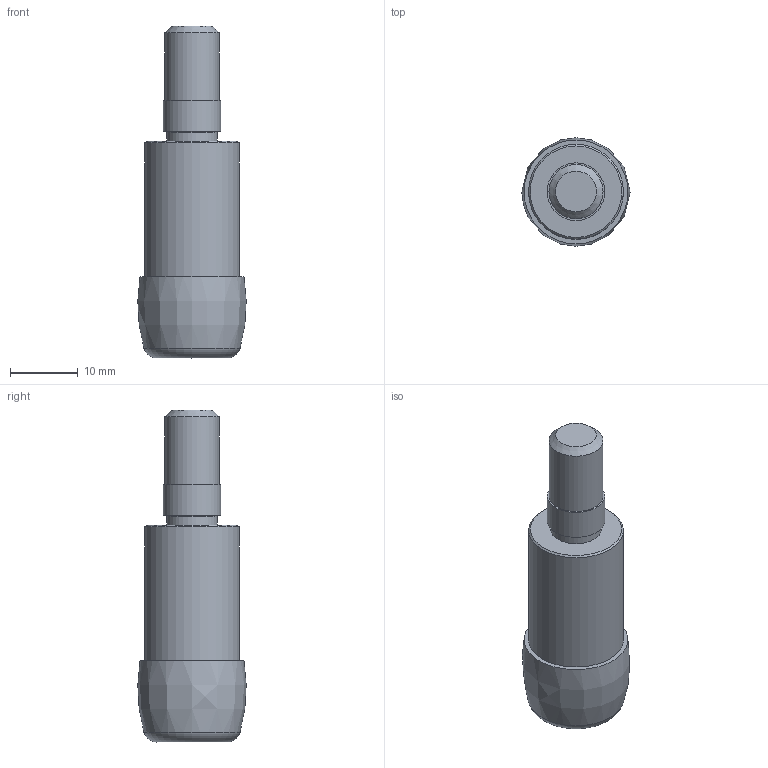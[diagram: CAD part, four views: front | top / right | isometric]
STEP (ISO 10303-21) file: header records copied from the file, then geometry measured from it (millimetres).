
FILE_DESCRIPTION(/* description */ (''),/* implementation_level */ '2;1');
FILE_NAME(/* name */ '7820073_7801492.stp',/* time_stamp */ '2020-01-13T13:28:07+09:00',/* author */ (''),/* organization */ (''),/* preprocessor_version */ 'ST-DEVELOPER v16.7',/* originating_system */ 'SIEMENS PLM Software NX 12.0',/* authorisation */ '');
FILE_SCHEMA (('AUTOMOTIVE_DESIGN { 1 0 10303 214 3 1 1 1 }'));
Length unit declared in the file: millimetre
Products named in the file (3): NOCUT_7820073_7801492; CUT_7820073_7801492; 7820073_7801492
Assembly tree (2 placements, depth 2):
  7820073_7801492
    CUT_7820073_7801492
    NOCUT_7820073_7801492
Bounding box: 15.99 x 15.99 x 49 mm (x, y, z)
Volume: 6140.5 mm3; surface area: 2510.2 mm2
Topology: 2 solids, 2 shells, 16 faces, 41 edges, 60 vertices
Faces by surface type: plane 7, cylinder 4, torus 2, cone 2, bspline 1
Full cylindrical faces by diameter (mm): 7.5 x1, 8 x1, 8.5 x1, 14 x1
Entity records: 674 total; most frequent: CARTESIAN_POINT 126, DIRECTION 90, AXIS2_PLACEMENT_3D 40, STYLED_ITEM 34, PRESENTATION_STYLE_ASSIGNMENT 34, EDGE_LOOP 28, ORIENTED_EDGE 28, FACE_BOUND 24
